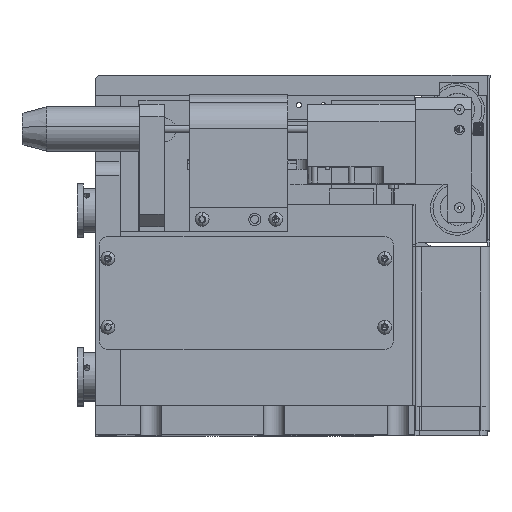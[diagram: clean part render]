
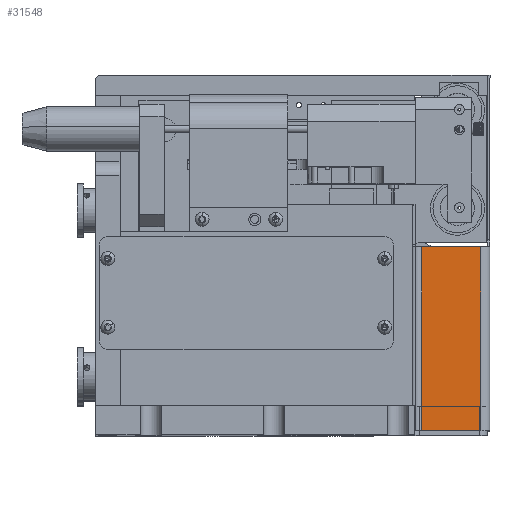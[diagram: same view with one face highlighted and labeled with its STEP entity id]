
A CAD part, top view. The second image highlights one B-rep face of the part: STEP entity #31548.
In plain terms, the highlighted planar face has unit normal (0, 0, 1).
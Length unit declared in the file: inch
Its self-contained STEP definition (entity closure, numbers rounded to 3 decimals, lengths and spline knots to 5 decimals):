
#22749 = CARTESIAN_POINT ( 'NONE',  ( -0.93102, -5.06238, 1.75042 ) ) ;
#22954 = DIRECTION ( 'NONE',  ( 1., 0., 0. ) ) ;
#22955 = VECTOR ( 'NONE', #22954, 39.37008 ) ;
#22956 = CARTESIAN_POINT ( 'NONE',  ( -1.03338, -5.06238, 1.75042 ) ) ;
#22962 = LINE ( 'NONE', #22956, #22955 ) ;
#22967 = CARTESIAN_POINT ( 'NONE',  ( -0.93102, -2.10962, 1.75042 ) ) ;
#23009 = FACE_OUTER_BOUND ( 'NONE', #31551, .T. ) ;
#23010 = DIRECTION ( 'NONE',  ( 0., -1., 0. ) ) ;
#23011 = VECTOR ( 'NONE', #23010, 39.37008 ) ;
#23012 = CARTESIAN_POINT ( 'NONE',  ( -0.93102, -2.10962, 1.75042 ) ) ;
#23013 = LINE ( 'NONE', #23012, #23011 ) ;
#23035 = DIRECTION ( 'NONE',  ( -1., 0., 0. ) ) ;
#23036 = VECTOR ( 'NONE', #23035, 39.37008 ) ;
#23037 = CARTESIAN_POINT ( 'NONE',  ( -1.03338, -2.10962, 1.75042 ) ) ;
#23038 = LINE ( 'NONE', #23037, #23036 ) ;
#23039 = CARTESIAN_POINT ( 'NONE',  ( 0.0178, -2.10962, 1.75042 ) ) ;
#23040 = CARTESIAN_POINT ( 'NONE',  ( 0.0178, -5.06238, 1.75042 ) ) ;
#23041 = DIRECTION ( 'NONE',  ( 0., 1., 0. ) ) ;
#23042 = VECTOR ( 'NONE', #23041, 39.37008 ) ;
#23043 = CARTESIAN_POINT ( 'NONE',  ( 0.0178, -5.06238, 1.75042 ) ) ;
#23044 = LINE ( 'NONE', #23043, #23042 ) ;
#23045 = DIRECTION ( 'NONE',  ( -1., 0., 0. ) ) ;
#23046 = DIRECTION ( 'NONE',  ( 0., 0., 1. ) ) ;
#23047 = CARTESIAN_POINT ( 'NONE',  ( -1.03338, 0.64628, 1.75042 ) ) ;
#23048 = AXIS2_PLACEMENT_3D ( 'NONE', #23047, #23046, #23045 ) ;
#23049 = PLANE ( 'NONE',  #23048 ) ;
#31430 = VERTEX_POINT ( 'NONE', #22749 ) ;
#31512 = ORIENTED_EDGE ( 'NONE', *, *, #31547, .T. ) ;
#31514 = ORIENTED_EDGE ( 'NONE', *, *, #31517, .T. ) ;
#31517 = EDGE_CURVE ( 'NONE', #31430, #31557, #22962, .T. ) ;
#31536 = VERTEX_POINT ( 'NONE', #22967 ) ;
#31547 = EDGE_CURVE ( 'NONE', #31536, #31430, #23013, .T. ) ;
#31548 = ADVANCED_FACE ( 'NONE', ( #23009 ), #23049, .T. ) ;
#31551 = EDGE_LOOP ( 'NONE', ( #31553, #31559, #31512, #31514 ) ) ;
#31553 = ORIENTED_EDGE ( 'NONE', *, *, #31556, .T. ) ;
#31556 = EDGE_CURVE ( 'NONE', #31557, #31558, #23044, .T. ) ;
#31557 = VERTEX_POINT ( 'NONE', #23040 ) ;
#31558 = VERTEX_POINT ( 'NONE', #23039 ) ;
#31559 = ORIENTED_EDGE ( 'NONE', *, *, #31560, .T. ) ;
#31560 = EDGE_CURVE ( 'NONE', #31558, #31536, #23038, .T. ) ;
